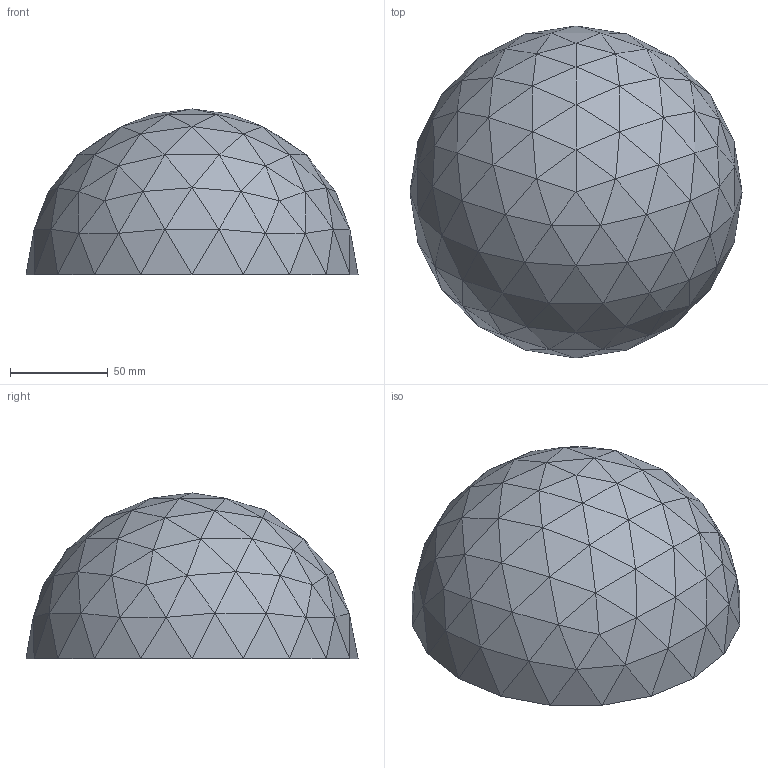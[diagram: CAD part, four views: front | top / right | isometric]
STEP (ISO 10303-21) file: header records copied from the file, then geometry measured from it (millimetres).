
FILE_DESCRIPTION(('FreeCAD Model'),'2;1');
FILE_NAME('Open CASCADE Shape Model','2025-11-09T18:54:52',('Author'),( ''),'Open CASCADE STEP processor 7.8','FreeCAD','Unknown');
FILE_SCHEMA(('AUTOMOTIVE_DESIGN { 1 0 10303 214 1 1 1 1 }'));
Length unit declared in the file: millimetre
Products named in the file (1): Slice.2
Bounding box: 170 x 170 x 85 mm (x, y, z)
Surface area: 44538.7 mm2 (no closed solid volume)
Topology: 0 solids, 1 shells, 160 faces, 250 edges, 91 vertices
Faces by surface type: plane 160
Entity records: 3222 total; most frequent: DIRECTION 572, CARTESIAN_POINT 502, ORIENTED_EDGE 480, EDGE_CURVE 250, LINE 250, VECTOR 250, AXIS2_PLACEMENT_3D 161, ADVANCED_FACE 160
